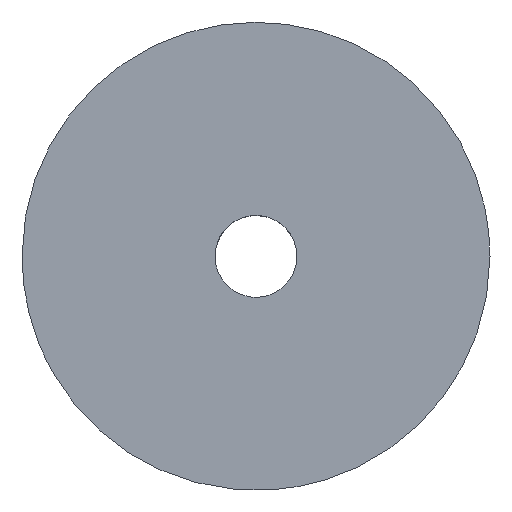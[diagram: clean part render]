
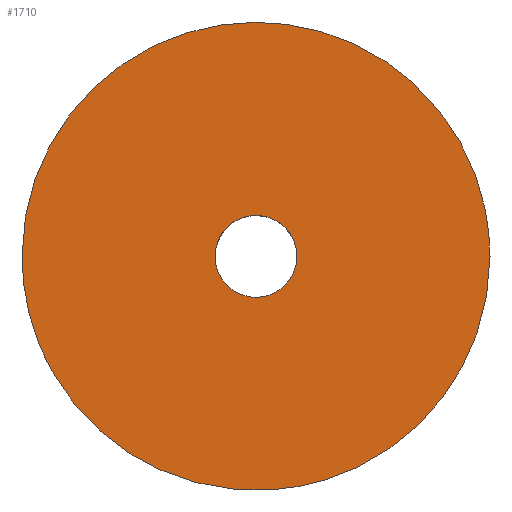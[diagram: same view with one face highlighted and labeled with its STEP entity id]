
A CAD part, top view. The second image highlights one B-rep face of the part: STEP entity #1710.
In plain terms, the highlighted free-form (B-spline) face has degree [1, 1] with [2, 2] control points.
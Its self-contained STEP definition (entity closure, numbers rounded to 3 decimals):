
#1096=CARTESIAN_POINT('',(0.785,-9.969,11.));
#1097=VERTEX_POINT('',#1096);
#1103=CARTESIAN_POINT('',(-9.299,-3.679,11.));
#1104=VERTEX_POINT('',#1103);
#1105=CARTESIAN_POINT('',(0.785,-9.969,11.));
#1106=CARTESIAN_POINT('',(0.393,-10.,11.));
#1107=CARTESIAN_POINT('',(0.,-10.,11.));
#1108=CARTESIAN_POINT('',(-6.798,-10.,11.));
#1109=CARTESIAN_POINT('',(-9.299,-3.679,11.));
#1117=(BOUNDED_CURVE()B_SPLINE_CURVE(2,(#1105,#1106,#1107,#1108,#1109),.UNSPECIFIED.,.F.,.U.)B_SPLINE_CURVE_WITH_KNOTS((3,2,3),(0.736,0.75,0.938),.UNSPECIFIED.)CURVE()GEOMETRIC_REPRESENTATION_ITEM()RATIONAL_B_SPLINE_CURVE((0.97,0.984,1.0,0.78,0.89))REPRESENTATION_ITEM(''));
#1118=EDGE_CURVE('',#1097,#1104,#1117,.T.);
#1170=CARTESIAN_POINT('',(-10.0,0.0,11.0));
#1171=VERTEX_POINT('',#1170);
#1172=CARTESIAN_POINT('',(-9.299,-3.679,11.));
#1173=CARTESIAN_POINT('',(-10.,-1.906,11.));
#1174=CARTESIAN_POINT('',(-10.0,0.0,11.0));
#1182=(BOUNDED_CURVE()B_SPLINE_CURVE(2,(#1172,#1173,#1174),.UNSPECIFIED.,.F.,.U.)B_SPLINE_CURVE_WITH_KNOTS((3,3),(0.938,1.0),.UNSPECIFIED.)CURVE()GEOMETRIC_REPRESENTATION_ITEM()RATIONAL_B_SPLINE_CURVE((0.89,0.927,1.0))REPRESENTATION_ITEM(''));
#1183=EDGE_CURVE('',#1104,#1171,#1182,.T.);
#1185=CARTESIAN_POINT('',(10.0,0.0,11.0));
#1186=VERTEX_POINT('',#1185);
#1187=CARTESIAN_POINT('',(-10.0,0.0,11.0));
#1188=CARTESIAN_POINT('',(-10.,10.,11.0));
#1189=CARTESIAN_POINT('',(0.0,10.0,11.0));
#1190=CARTESIAN_POINT('',(10.,10.,11.0));
#1191=CARTESIAN_POINT('',(10.0,0.0,11.0));
#1199=(BOUNDED_CURVE()B_SPLINE_CURVE(2,(#1187,#1188,#1189,#1190,#1191),.UNSPECIFIED.,.F.,.U.)B_SPLINE_CURVE_WITH_KNOTS((3,2,3),(0.0,0.25,0.5),.UNSPECIFIED.)CURVE()GEOMETRIC_REPRESENTATION_ITEM()RATIONAL_B_SPLINE_CURVE((1.0,0.707,1.0,0.707,1.0))REPRESENTATION_ITEM(''));
#1200=EDGE_CURVE('',#1171,#1186,#1199,.T.);
#1202=CARTESIAN_POINT('',(10.0,0.0,11.0));
#1203=CARTESIAN_POINT('',(10.,-9.244,11.));
#1204=CARTESIAN_POINT('',(0.785,-9.969,11.));
#1212=(BOUNDED_CURVE()B_SPLINE_CURVE(2,(#1202,#1203,#1204),.UNSPECIFIED.,.F.,.U.)B_SPLINE_CURVE_WITH_KNOTS((3,3),(0.5,0.736),.UNSPECIFIED.)CURVE()GEOMETRIC_REPRESENTATION_ITEM()RATIONAL_B_SPLINE_CURVE((1.0,0.723,0.97))REPRESENTATION_ITEM(''));
#1213=EDGE_CURVE('',#1186,#1097,#1212,.T.);
#1335=CARTESIAN_POINT('',(0.107,-1.747,11.0));
#1336=VERTEX_POINT('',#1335);
#1342=CARTESIAN_POINT('',(1.75,0.0,11.0));
#1343=VERTEX_POINT('',#1342);
#1344=CARTESIAN_POINT('',(1.75,0.0,11.0));
#1345=CARTESIAN_POINT('',(1.75,-1.646,11.0));
#1346=CARTESIAN_POINT('',(0.107,-1.747,11.0));
#1354=(BOUNDED_CURVE()B_SPLINE_CURVE(2,(#1344,#1345,#1346),.UNSPECIFIED.,.F.,.U.)B_SPLINE_CURVE_WITH_KNOTS((3,3),(0.5,0.739),.UNSPECIFIED.)CURVE()GEOMETRIC_REPRESENTATION_ITEM()RATIONAL_B_SPLINE_CURVE((1.0,0.72,0.976))REPRESENTATION_ITEM(''));
#1355=EDGE_CURVE('',#1343,#1336,#1354,.T.);
#1357=CARTESIAN_POINT('',(-0.207,1.738,11.0));
#1358=VERTEX_POINT('',#1357);
#1359=CARTESIAN_POINT('',(-0.207,1.738,11.));
#1360=CARTESIAN_POINT('',(-0.104,1.75,11.));
#1361=CARTESIAN_POINT('',(0.0,1.75,11.0));
#1362=CARTESIAN_POINT('',(1.75,1.75,11.0));
#1363=CARTESIAN_POINT('',(1.75,0.0,11.0));
#1371=(BOUNDED_CURVE()B_SPLINE_CURVE(2,(#1359,#1360,#1361,#1362,#1363),.UNSPECIFIED.,.F.,.U.)B_SPLINE_CURVE_WITH_KNOTS((3,2,3),(0.23,0.25,0.5),.UNSPECIFIED.)CURVE()GEOMETRIC_REPRESENTATION_ITEM()RATIONAL_B_SPLINE_CURVE((0.956,0.976,1.0,0.707,1.0))REPRESENTATION_ITEM(''));
#1372=EDGE_CURVE('',#1358,#1343,#1371,.T.);
#1416=CARTESIAN_POINT('',(-1.75,0.0,11.0));
#1417=VERTEX_POINT('',#1416);
#1418=CARTESIAN_POINT('',(-1.75,0.0,11.0));
#1419=CARTESIAN_POINT('',(-1.75,1.554,11.));
#1420=CARTESIAN_POINT('',(-0.207,1.738,11.));
#1428=(BOUNDED_CURVE()B_SPLINE_CURVE(2,(#1418,#1419,#1420),.UNSPECIFIED.,.F.,.U.)B_SPLINE_CURVE_WITH_KNOTS((3,3),(0.0,0.23),.UNSPECIFIED.)CURVE()GEOMETRIC_REPRESENTATION_ITEM()RATIONAL_B_SPLINE_CURVE((1.0,0.731,0.956))REPRESENTATION_ITEM(''));
#1429=EDGE_CURVE('',#1417,#1358,#1428,.T.);
#1431=CARTESIAN_POINT('',(0.107,-1.747,11.));
#1432=CARTESIAN_POINT('',(0.053,-1.75,11.));
#1433=CARTESIAN_POINT('',(0.0,-1.75,11.0));
#1434=CARTESIAN_POINT('',(-1.75,-1.75,11.0));
#1435=CARTESIAN_POINT('',(-1.75,0.0,11.0));
#1443=(BOUNDED_CURVE()B_SPLINE_CURVE(2,(#1431,#1432,#1433,#1434,#1435),.UNSPECIFIED.,.F.,.U.)B_SPLINE_CURVE_WITH_KNOTS((3,2,3),(0.739,0.75,1.0),.UNSPECIFIED.)CURVE()GEOMETRIC_REPRESENTATION_ITEM()RATIONAL_B_SPLINE_CURVE((0.976,0.988,1.0,0.707,1.0))REPRESENTATION_ITEM(''));
#1444=EDGE_CURVE('',#1336,#1417,#1443,.T.);
#1693=CARTESIAN_POINT('',(10.999,-10.999,11.0));
#1694=CARTESIAN_POINT('',(-10.999,-10.999,11.0));
#1695=CARTESIAN_POINT('',(10.999,10.999,11.0));
#1696=CARTESIAN_POINT('',(-10.999,10.999,11.0));
#1697=B_SPLINE_SURFACE_WITH_KNOTS('',1,1,((#1693,#1695),(#1694,#1696)),.UNSPECIFIED.,.F.,.F.,.U.,(2,2),(2,2),(0.0,21.998),(0.0,21.998),.UNSPECIFIED.);
#1698=ORIENTED_EDGE('',*,*,#1183,.F.);
#1699=ORIENTED_EDGE('',*,*,#1118,.F.);
#1700=ORIENTED_EDGE('',*,*,#1213,.F.);
#1701=ORIENTED_EDGE('',*,*,#1200,.F.);
#1702=EDGE_LOOP('',(#1698,#1699,#1700,#1701));
#1703=FACE_OUTER_BOUND('',#1702,.T.);
#1704=ORIENTED_EDGE('',*,*,#1355,.T.);
#1705=ORIENTED_EDGE('',*,*,#1444,.T.);
#1706=ORIENTED_EDGE('',*,*,#1429,.T.);
#1707=ORIENTED_EDGE('',*,*,#1372,.T.);
#1708=EDGE_LOOP('',(#1704,#1705,#1706,#1707));
#1709=FACE_BOUND('',#1708,.T.);
#1710=ADVANCED_FACE('',(#1703,#1709),#1697,.F.);
